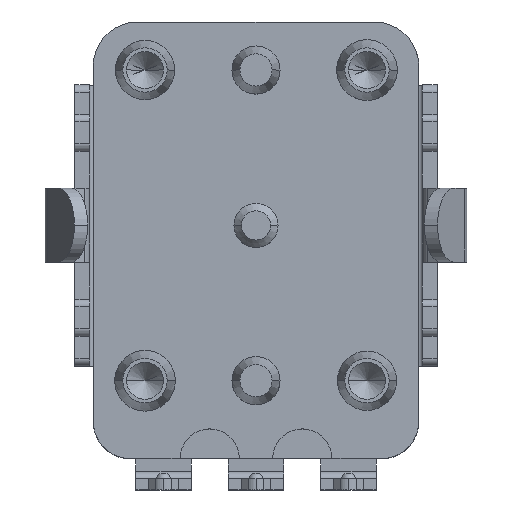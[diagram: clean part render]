
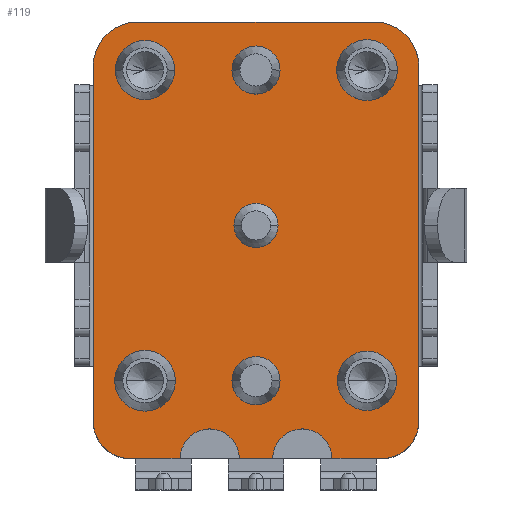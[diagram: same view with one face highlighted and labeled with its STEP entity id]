
A CAD part, top view. The second image highlights one B-rep face of the part: STEP entity #119.
In plain terms, the highlighted planar face has unit normal (0, 0, 1).
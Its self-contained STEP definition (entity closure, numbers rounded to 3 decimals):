
#119=ADVANCED_FACE('',(#547,#548,#549,#550,#551,#552,#553,#554),#555,.T.);
#547=FACE_OUTER_BOUND('',#1330,.T.);
#548=FACE_BOUND('',#1331,.T.);
#549=FACE_BOUND('',#1332,.T.);
#550=FACE_BOUND('',#1333,.T.);
#551=FACE_BOUND('',#1334,.T.);
#552=FACE_BOUND('',#1335,.T.);
#553=FACE_BOUND('',#1336,.T.);
#554=FACE_BOUND('',#1337,.T.);
#555=PLANE('',#1338);
#1330=EDGE_LOOP('',(#2518,#2519,#2520,#2521,#2522,#2523,#2524,#2525,#2526,#2527,#2528,#2529));
#1331=EDGE_LOOP('',(#2530,#2531));
#1332=EDGE_LOOP('',(#2532,#2533));
#1333=EDGE_LOOP('',(#2534,#2535));
#1334=EDGE_LOOP('',(#2536,#2537));
#1335=EDGE_LOOP('',(#2538,#2539));
#1336=EDGE_LOOP('',(#2540,#2541));
#1337=EDGE_LOOP('',(#2542,#2543));
#1338=AXIS2_PLACEMENT_3D('',#2544,#2545,#2546);
#2518=ORIENTED_EDGE('',*,*,#5536,.F.);
#2519=ORIENTED_EDGE('',*,*,#5522,.T.);
#2520=ORIENTED_EDGE('',*,*,#5537,.T.);
#2521=ORIENTED_EDGE('',*,*,#5538,.T.);
#2522=ORIENTED_EDGE('',*,*,#5539,.T.);
#2523=ORIENTED_EDGE('',*,*,#5540,.T.);
#2524=ORIENTED_EDGE('',*,*,#5541,.T.);
#2525=ORIENTED_EDGE('',*,*,#5542,.T.);
#2526=ORIENTED_EDGE('',*,*,#5543,.T.);
#2527=ORIENTED_EDGE('',*,*,#5516,.T.);
#2528=ORIENTED_EDGE('',*,*,#5544,.F.);
#2529=ORIENTED_EDGE('',*,*,#5512,.T.);
#2530=ORIENTED_EDGE('',*,*,#5545,.F.);
#2531=ORIENTED_EDGE('',*,*,#5484,.F.);
#2532=ORIENTED_EDGE('',*,*,#5445,.F.);
#2533=ORIENTED_EDGE('',*,*,#5546,.F.);
#2534=ORIENTED_EDGE('',*,*,#5547,.F.);
#2535=ORIENTED_EDGE('',*,*,#5457,.F.);
#2536=ORIENTED_EDGE('',*,*,#5472,.F.);
#2537=ORIENTED_EDGE('',*,*,#5548,.F.);
#2538=ORIENTED_EDGE('',*,*,#5465,.F.);
#2539=ORIENTED_EDGE('',*,*,#5549,.F.);
#2540=ORIENTED_EDGE('',*,*,#5438,.F.);
#2541=ORIENTED_EDGE('',*,*,#5550,.F.);
#2542=ORIENTED_EDGE('',*,*,#5245,.T.);
#2543=ORIENTED_EDGE('',*,*,#5551,.T.);
#2544=CARTESIAN_POINT('',(-3.2,4.3,4.48));
#2545=DIRECTION('',(0.0,0.0,1.0));
#2546=DIRECTION('',(1.0,-0.0,0.0));
#5245=EDGE_CURVE('',#6308,#6306,#6309,.T.);
#5438=EDGE_CURVE('',#6669,#6670,#6671,.T.);
#5445=EDGE_CURVE('',#6682,#6683,#6684,.T.);
#5457=EDGE_CURVE('',#6704,#6706,#6707,.T.);
#5465=EDGE_CURVE('',#6720,#6721,#6722,.T.);
#5472=EDGE_CURVE('',#6733,#6734,#6735,.T.);
#5484=EDGE_CURVE('',#6755,#6757,#6758,.T.);
#5512=EDGE_CURVE('',#6812,#6810,#6813,.T.);
#5516=EDGE_CURVE('',#6820,#6818,#6821,.T.);
#5522=EDGE_CURVE('',#6830,#6828,#6831,.T.);
#5536=EDGE_CURVE('',#6830,#6810,#6857,.T.);
#5537=EDGE_CURVE('',#6828,#6858,#6859,.T.);
#5538=EDGE_CURVE('',#6858,#6860,#6861,.T.);
#5539=EDGE_CURVE('',#6860,#6862,#6863,.T.);
#5540=EDGE_CURVE('',#6862,#6864,#6865,.T.);
#5541=EDGE_CURVE('',#6864,#6866,#6867,.T.);
#5542=EDGE_CURVE('',#6866,#6868,#6869,.T.);
#5543=EDGE_CURVE('',#6868,#6820,#6870,.T.);
#5544=EDGE_CURVE('',#6812,#6818,#6871,.T.);
#5545=EDGE_CURVE('',#6757,#6755,#6872,.T.);
#5546=EDGE_CURVE('',#6683,#6682,#6873,.T.);
#5547=EDGE_CURVE('',#6706,#6704,#6874,.T.);
#5548=EDGE_CURVE('',#6734,#6733,#6875,.T.);
#5549=EDGE_CURVE('',#6721,#6720,#6876,.T.);
#5550=EDGE_CURVE('',#6670,#6669,#6877,.T.);
#5551=EDGE_CURVE('',#6306,#6308,#6878,.T.);
#6306=VERTEX_POINT('',#8011);
#6308=VERTEX_POINT('',#8014);
#6309=CIRCLE('',#8015,0.595);
#6669=VERTEX_POINT('',#8614);
#6670=VERTEX_POINT('',#8615);
#6671=CIRCLE('',#8616,0.65);
#6682=VERTEX_POINT('',#8631);
#6683=VERTEX_POINT('',#8632);
#6684=CIRCLE('',#8633,0.8);
#6704=VERTEX_POINT('',#8659);
#6706=VERTEX_POINT('',#8662);
#6707=CIRCLE('',#8663,0.82);
#6720=VERTEX_POINT('',#8681);
#6721=VERTEX_POINT('',#8682);
#6722=CIRCLE('',#8683,0.65);
#6733=VERTEX_POINT('',#8698);
#6734=VERTEX_POINT('',#8699);
#6735=CIRCLE('',#8700,0.8);
#6755=VERTEX_POINT('',#8726);
#6757=VERTEX_POINT('',#8729);
#6758=CIRCLE('',#8730,0.82);
#6810=VERTEX_POINT('',#8800);
#6812=VERTEX_POINT('',#8803);
#6813=LINE('',#8804,#8805);
#6818=VERTEX_POINT('',#8812);
#6820=VERTEX_POINT('',#8815);
#6821=LINE('',#8816,#8817);
#6828=VERTEX_POINT('',#8828);
#6830=VERTEX_POINT('',#8831);
#6831=LINE('',#8832,#8833);
#6857=CIRCLE('',#8872,0.8);
#6858=VERTEX_POINT('',#8873);
#6859=CIRCLE('',#8874,1.0);
#6860=VERTEX_POINT('',#8875);
#6861=LINE('',#8876,#8877);
#6862=VERTEX_POINT('',#8878);
#6863=CIRCLE('',#8879,1.2);
#6864=VERTEX_POINT('',#8880);
#6865=LINE('',#8881,#8882);
#6866=VERTEX_POINT('',#8883);
#6867=CIRCLE('',#8884,1.2);
#6868=VERTEX_POINT('',#8885);
#6869=LINE('',#8886,#8887);
#6870=CIRCLE('',#8888,1.0);
#6871=CIRCLE('',#8889,0.8);
#6872=CIRCLE('',#8890,0.82);
#6873=CIRCLE('',#8891,0.8);
#6874=CIRCLE('',#8892,0.82);
#6875=CIRCLE('',#8893,0.8);
#6876=CIRCLE('',#8894,0.65);
#6877=CIRCLE('',#8895,0.65);
#6878=CIRCLE('',#8896,0.595);
#8011=CARTESIAN_POINT('',(-0.595,0.,4.48));
#8014=CARTESIAN_POINT('',(0.595,0.,4.48));
#8015=AXIS2_PLACEMENT_3D('',#10614,#10615,#10616);
#8614=CARTESIAN_POINT('',(-0.65,-4.2,4.48));
#8615=CARTESIAN_POINT('',(0.65,-4.2,4.48));
#8616=AXIS2_PLACEMENT_3D('',#10895,#10896,#10897);
#8631=CARTESIAN_POINT('',(2.2,-4.2,4.48));
#8632=CARTESIAN_POINT('',(3.8,-4.2,4.48));
#8633=AXIS2_PLACEMENT_3D('',#10908,#10909,#10910);
#8659=CARTESIAN_POINT('',(-3.82,-4.2,4.48));
#8662=CARTESIAN_POINT('',(-2.18,-4.2,4.48));
#8663=AXIS2_PLACEMENT_3D('',#10930,#10931,#10932);
#8681=CARTESIAN_POINT('',(0.65,4.2,4.48));
#8682=CARTESIAN_POINT('',(-0.65,4.2,4.48));
#8683=AXIS2_PLACEMENT_3D('',#10944,#10945,#10946);
#8698=CARTESIAN_POINT('',(-2.2,4.2,4.48));
#8699=CARTESIAN_POINT('',(-3.8,4.2,4.48));
#8700=AXIS2_PLACEMENT_3D('',#10957,#10958,#10959);
#8726=CARTESIAN_POINT('',(3.82,4.2,4.48));
#8729=CARTESIAN_POINT('',(2.18,4.2,4.48));
#8730=AXIS2_PLACEMENT_3D('',#10979,#10980,#10981);
#8800=CARTESIAN_POINT('',(0.45,-6.3,4.48));
#8803=CARTESIAN_POINT('',(-0.45,-6.3,4.48));
#8804=CARTESIAN_POINT('',(-3.4,-6.3,4.48));
#8805=VECTOR('',#11025,1000.0);
#8812=CARTESIAN_POINT('',(-2.05,-6.3,4.48));
#8815=CARTESIAN_POINT('',(-3.4,-6.3,4.48));
#8816=CARTESIAN_POINT('',(-3.4,-6.3,4.48));
#8817=VECTOR('',#11029,1000.0);
#8828=CARTESIAN_POINT('',(3.4,-6.3,4.48));
#8831=CARTESIAN_POINT('',(2.05,-6.3,4.48));
#8832=CARTESIAN_POINT('',(-3.4,-6.3,4.48));
#8833=VECTOR('',#11035,1000.0);
#8872=AXIS2_PLACEMENT_3D('',#11049,#11050,#11051);
#8873=CARTESIAN_POINT('',(4.4,-5.3,4.48));
#8874=AXIS2_PLACEMENT_3D('',#11052,#11053,#11054);
#8875=CARTESIAN_POINT('',(4.4,4.3,4.48));
#8876=CARTESIAN_POINT('',(4.4,4.3,4.48));
#8877=VECTOR('',#11055,1000.0);
#8878=CARTESIAN_POINT('',(3.2,5.5,4.48));
#8879=AXIS2_PLACEMENT_3D('',#11056,#11057,#11058);
#8880=CARTESIAN_POINT('',(-3.2,5.5,4.48));
#8881=CARTESIAN_POINT('',(-3.2,5.5,4.48));
#8882=VECTOR('',#11059,1000.0);
#8883=CARTESIAN_POINT('',(-4.4,4.3,4.48));
#8884=AXIS2_PLACEMENT_3D('',#11060,#11061,#11062);
#8885=CARTESIAN_POINT('',(-4.4,-5.3,4.48));
#8886=CARTESIAN_POINT('',(-4.4,4.3,4.48));
#8887=VECTOR('',#11063,1000.0);
#8888=AXIS2_PLACEMENT_3D('',#11064,#11065,#11066);
#8889=AXIS2_PLACEMENT_3D('',#11067,#11068,#11069);
#8890=AXIS2_PLACEMENT_3D('',#11070,#11071,#11072);
#8891=AXIS2_PLACEMENT_3D('',#11073,#11074,#11075);
#8892=AXIS2_PLACEMENT_3D('',#11076,#11077,#11078);
#8893=AXIS2_PLACEMENT_3D('',#11079,#11080,#11081);
#8894=AXIS2_PLACEMENT_3D('',#11082,#11083,#11084);
#8895=AXIS2_PLACEMENT_3D('',#11085,#11086,#11087);
#8896=AXIS2_PLACEMENT_3D('',#11088,#11089,#11090);
#10614=CARTESIAN_POINT('',(0.,0.,4.48));
#10615=DIRECTION('',(0.0,0.0,-1.0));
#10616=DIRECTION('',(1.0,0.0,0.0));
#10895=CARTESIAN_POINT('',(0.,-4.2,4.48));
#10896=DIRECTION('',(0.0,0.0,1.0));
#10897=DIRECTION('',(-1.0,0.,0.0));
#10908=CARTESIAN_POINT('',(3.,-4.2,4.48));
#10909=DIRECTION('',(0.,0.,1.0));
#10910=DIRECTION('',(-1.0,0.,0.0));
#10930=CARTESIAN_POINT('',(-3.,-4.2,4.48));
#10931=DIRECTION('',(0.0,0.0,1.0));
#10932=DIRECTION('',(1.0,0.0,0.0));
#10944=CARTESIAN_POINT('',(0.0,4.2,4.48));
#10945=DIRECTION('',(0.0,-0.0,1.0));
#10946=DIRECTION('',(1.0,0.0,0.0));
#10957=CARTESIAN_POINT('',(-3.0,4.2,4.48));
#10958=DIRECTION('',(0.0,-0.0,1.0));
#10959=DIRECTION('',(1.0,0.0,0.0));
#10979=CARTESIAN_POINT('',(3.0,4.2,4.48));
#10980=DIRECTION('',(0.0,0.0,1.0));
#10981=DIRECTION('',(1.0,0.0,0.0));
#11025=DIRECTION('',(1.0,0.,0.0));
#11029=DIRECTION('',(1.0,0.,0.0));
#11035=DIRECTION('',(1.0,0.,0.0));
#11049=CARTESIAN_POINT('',(1.25,-6.3,4.48));
#11050=DIRECTION('',(0.0,0.0,1.0));
#11051=DIRECTION('',(-1.0,0.0,0.0));
#11052=CARTESIAN_POINT('',(3.4,-5.3,4.48));
#11053=DIRECTION('',(0.0,0.0,1.0));
#11054=DIRECTION('',(1.0,0.0,0.0));
#11055=DIRECTION('',(0.,1.0,-0.0));
#11056=CARTESIAN_POINT('',(3.2,4.3,4.48));
#11057=DIRECTION('',(0.0,0.0,1.0));
#11058=DIRECTION('',(-1.0,0.0,0.0));
#11059=DIRECTION('',(-1.0,0.,-0.0));
#11060=CARTESIAN_POINT('',(-3.2,4.3,4.48));
#11061=DIRECTION('',(0.0,0.0,1.0));
#11062=DIRECTION('',(1.0,0.0,0.0));
#11063=DIRECTION('',(0.0,-1.0,0.0));
#11064=CARTESIAN_POINT('',(-3.4,-5.3,4.48));
#11065=DIRECTION('',(0.0,0.0,1.0));
#11066=DIRECTION('',(1.0,0.0,0.0));
#11067=CARTESIAN_POINT('',(-1.25,-6.3,4.48));
#11068=DIRECTION('',(0.0,0.0,1.0));
#11069=DIRECTION('',(-1.0,0.0,0.0));
#11070=CARTESIAN_POINT('',(3.0,4.2,4.48));
#11071=DIRECTION('',(0.0,0.0,1.0));
#11072=DIRECTION('',(1.0,0.0,0.0));
#11073=CARTESIAN_POINT('',(3.,-4.2,4.48));
#11074=DIRECTION('',(0.,0.,1.0));
#11075=DIRECTION('',(-1.0,0.,0.0));
#11076=CARTESIAN_POINT('',(-3.,-4.2,4.48));
#11077=DIRECTION('',(0.0,0.0,1.0));
#11078=DIRECTION('',(1.0,0.0,0.0));
#11079=CARTESIAN_POINT('',(-3.0,4.2,4.48));
#11080=DIRECTION('',(0.0,-0.0,1.0));
#11081=DIRECTION('',(1.0,0.0,0.0));
#11082=CARTESIAN_POINT('',(0.0,4.2,4.48));
#11083=DIRECTION('',(0.0,-0.0,1.0));
#11084=DIRECTION('',(1.0,0.0,0.0));
#11085=CARTESIAN_POINT('',(0.,-4.2,4.48));
#11086=DIRECTION('',(0.0,0.0,1.0));
#11087=DIRECTION('',(-1.0,0.,0.0));
#11088=CARTESIAN_POINT('',(0.,0.,4.48));
#11089=DIRECTION('',(0.0,0.0,-1.0));
#11090=DIRECTION('',(1.0,0.0,0.0));
